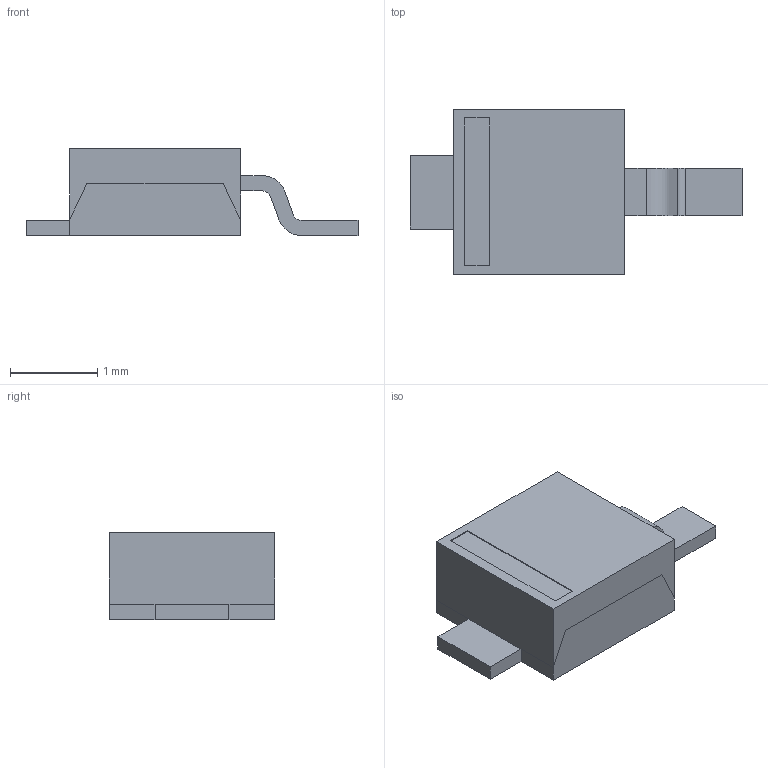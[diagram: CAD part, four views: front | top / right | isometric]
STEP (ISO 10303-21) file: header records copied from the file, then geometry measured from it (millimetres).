
FILE_DESCRIPTION(('FreeCAD Model'),'2;1');
FILE_NAME('Open CASCADE Shape Model','2025-04-04T09:24:44',( 'kicad StepUp'),('ksu MCAD'),'Open CASCADE STEP processor 7.7', 'FreeCAD','Unknown');
FILE_SCHEMA(('AUTOMOTIVE_DESIGN { 1 0 10303 214 1 1 1 1 }'));
Length unit declared in the file: millimetre
Products named in the file (1): D_Powermite_AK
Bounding box: 3.81 x 1.9 x 1 mm (x, y, z)
Volume: 4 mm3; surface area: 18.6 mm2
Topology: 1 solids, 1 shells, 33 faces, 85 edges, 56 vertices
Faces by surface type: plane 29, cylinder 4
Entity records: 1312 total; most frequent: CARTESIAN_POINT 175, ORIENTED_EDGE 170, DIRECTION 161, EDGE_CURVE 85, LINE 77, VECTOR 77, VERTEX_POINT 56, AXIS2_PLACEMENT_3D 42
